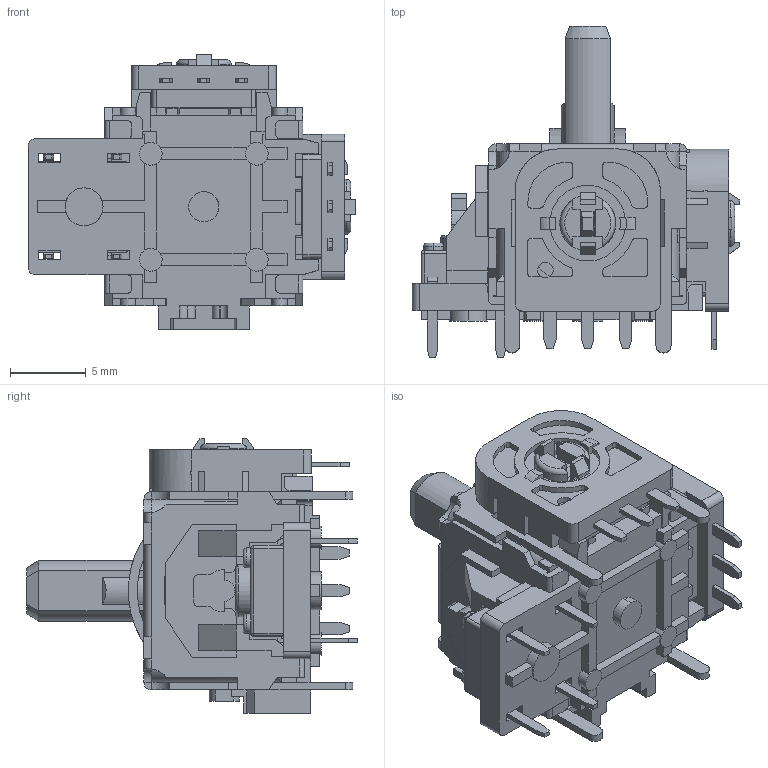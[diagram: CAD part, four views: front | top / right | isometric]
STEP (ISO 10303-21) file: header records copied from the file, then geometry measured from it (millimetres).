
FILE_DESCRIPTION((''),'2;1');
FILE_NAME('C03','2023-05-25T15:51:12',('Administrator'),(''),'CREO PARAMETRIC BY PTC INC, 2018100','CREO PARAMETRIC BY PTC INC, 2018100','');
FILE_SCHEMA(('CONFIG_CONTROL_DESIGN','SHAPE_APPEARANCE_LAYERS_GROUPS'));
Length unit declared in the file: millimetre
Products named in the file (1): C03
Bounding box: 21.65 x 21.85 x 18.15 mm (x, y, z)
Volume: 2604.1 mm3; surface area: 2547.5 mm2
Topology: 1 solids, 1 shells, 1289 faces, 3761 edges, 2462 vertices
Faces by surface type: plane 1002, cylinder 245, torus 16, cone 16, extrusion 8, sphere 2
Entity records: 43080 total; most frequent: CARTESIAN_POINT 8039, ORIENTED_EDGE 7518, DIRECTION 6954, EDGE_CURVE 3759, VECTOR 2942, LINE 2934, VERTEX_POINT 2462, AXIS2_PLACEMENT_3D 2006
